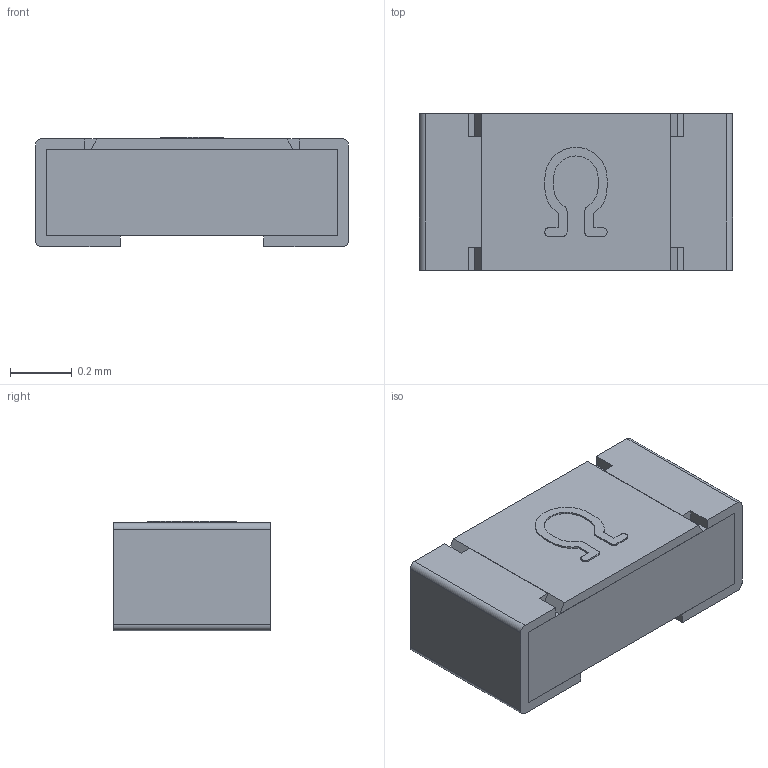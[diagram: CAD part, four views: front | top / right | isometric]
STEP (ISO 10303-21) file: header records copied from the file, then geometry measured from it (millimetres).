
FILE_DESCRIPTION(('FreeCAD Model'),'2;1');
FILE_NAME('Open CASCADE Shape Model','2021-08-26T09:06:47',('Author'),( ''),'Open CASCADE STEP processor 7.5','FreeCAD','Unknown');
FILE_SCHEMA(('AUTOMOTIVE_DESIGN { 1 0 10303 214 1 1 1 1 }'));
Length unit declared in the file: millimetre
Products named in the file (6): Resistor_0402_Ohm; Pin1Body; Pin2Body; CeramicBody; CoatingBody; TextBody
Assembly tree (5 placements, depth 2):
  Resistor_0402_Ohm
    Pin1Body
    Pin2Body
    CeramicBody
    CoatingBody
    TextBody
Bounding box: 1.02 x 0.51 x 0.35 mm (x, y, z)
Volume: 0.2 mm3; surface area: 4.2 mm2
Topology: 5 solids, 5 shells, 81 faces, 213 edges, 142 vertices
Faces by surface type: plane 53, extrusion 24, cylinder 4
Entity records: 5430 total; most frequent: CARTESIAN_POINT 1132, DIRECTION 697, VECTOR 551, LINE 527, ORIENTED_EDGE 426, PCURVE 426, DEFINITIONAL_REPRESENTATION 426, EDGE_CURVE 213
